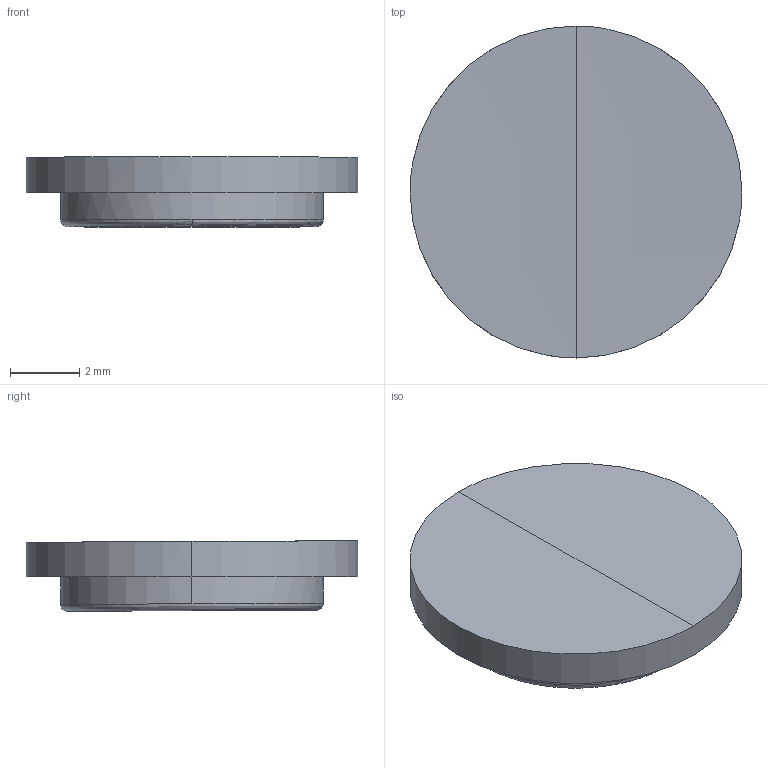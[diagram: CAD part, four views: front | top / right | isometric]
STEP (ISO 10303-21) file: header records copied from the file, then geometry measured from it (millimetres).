
FILE_DESCRIPTION (( 'STEP AP214' ), '1' );
FILE_NAME ('lens.STEP', '2017-04-13T19:34:47', ( '' ), ( '' ), 'SwSTEP 2.0', 'SolidWorks 2013', '' );
FILE_SCHEMA (( 'AUTOMOTIVE_DESIGN' ));
Length unit declared in the file: millimetre
Products named in the file (1): lens
Bounding box: 9.6 x 9.6 x 2.04 mm (x, y, z)
Volume: 118.1 mm3; surface area: 196.9 mm2
Topology: 1 solids, 1 shells, 11 faces, 22 edges, 14 vertices
Faces by surface type: bspline 6, cylinder 4, plane 1
Entity records: 2146 total; most frequent: CARTESIAN_POINT 1918, ORIENTED_EDGE 44, DIRECTION 28, EDGE_CURVE 22, VERTEX_POINT 14, EDGE_LOOP 12, B_SPLINE_CURVE_WITH_KNOTS 12, AXIS2_PLACEMENT_3D 12
